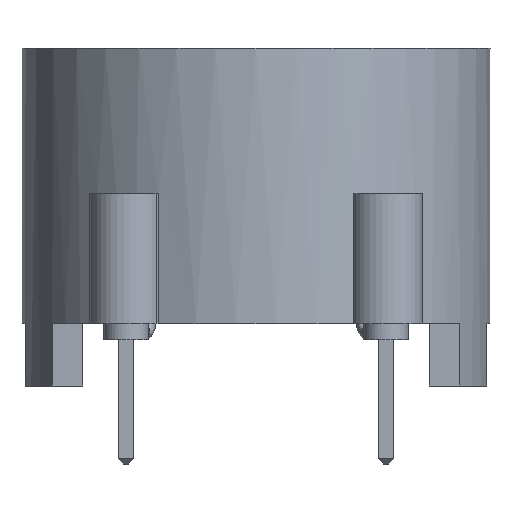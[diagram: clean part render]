
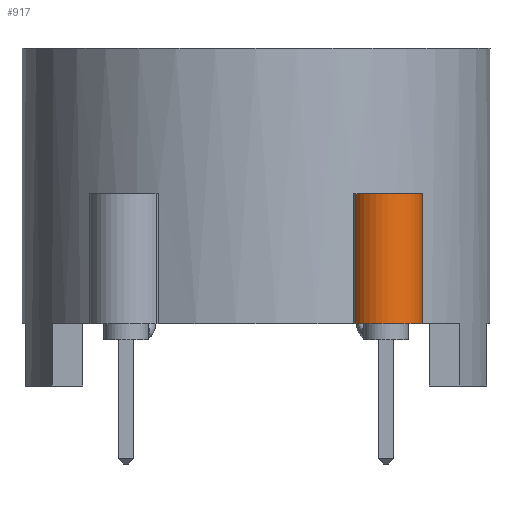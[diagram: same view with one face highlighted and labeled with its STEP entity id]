
A CAD part, left-side view. The second image highlights one B-rep face of the part: STEP entity #917.
In plain terms, the highlighted cylindrical face has radius 1.4 mm (diameter 2.8 mm), a partial arc.
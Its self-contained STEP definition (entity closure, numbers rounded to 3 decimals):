
#917 = ADVANCED_FACE( '', ( #2031 ), #2032, .T. );
#2031 = FACE_OUTER_BOUND( '', #7163, .T. );
#2032 = CYLINDRICAL_SURFACE( '', #7164, 1.4 );
#7163 = EDGE_LOOP( '', ( #12642, #12643, #12644, #12645 ) );
#7164 = AXIS2_PLACEMENT_3D( '', #12646, #12647, #12648 );
#12642 = ORIENTED_EDGE( '', *, *, #14965, .T. );
#12643 = ORIENTED_EDGE( '', *, *, #14283, .F. );
#12644 = ORIENTED_EDGE( '', *, *, #14613, .F. );
#12645 = ORIENTED_EDGE( '', *, *, #14966, .T. );
#12646 = CARTESIAN_POINT( '', ( -7.5, -5., -10.6 ) );
#12647 = DIRECTION( '', ( 0., 0., -1. ) );
#12648 = DIRECTION( '', ( 1., 0., 0. ) );
#14283 = EDGE_CURVE( '', #15444, #15439, #15446, .T. );
#14613 = EDGE_CURVE( '', #16002, #15444, #16004, .T. );
#14965 = EDGE_CURVE( '', #16541, #15439, #16542, .T. );
#14966 = EDGE_CURVE( '', #16002, #16541, #16543, .T. );
#15439 = VERTEX_POINT( '', #17129 );
#15444 = VERTEX_POINT( '', #17136 );
#15446 = LINE( '', #17139, #17140 );
#16002 = VERTEX_POINT( '', #17927 );
#16004 = CIRCLE( '', #17930, 1.4 );
#16541 = VERTEX_POINT( '', #18871 );
#16542 = CIRCLE( '', #18872, 1.4 );
#16543 = LINE( '', #18873, #18874 );
#17129 = CARTESIAN_POINT( '', ( -8.277, -3.835, -5.6 ) );
#17136 = CARTESIAN_POINT( '', ( -8.277, -3.835, -10.6 ) );
#17139 = CARTESIAN_POINT( '', ( -8.277, -3.835, -10.6 ) );
#17140 = VECTOR( '', #19557, 1000. );
#17927 = CARTESIAN_POINT( '', ( -6.723, -6.165, -10.6 ) );
#17930 = AXIS2_PLACEMENT_3D( '', #19915, #19916, #19917 );
#18871 = CARTESIAN_POINT( '', ( -6.723, -6.165, -5.6 ) );
#18872 = AXIS2_PLACEMENT_3D( '', #20217, #20218, #20219 );
#18873 = CARTESIAN_POINT( '', ( -6.723, -6.165, -10.6 ) );
#18874 = VECTOR( '', #20220, 1000. );
#19557 = DIRECTION( '', ( 0., 0., 1. ) );
#19915 = CARTESIAN_POINT( '', ( -7.5, -5., -10.6 ) );
#19916 = DIRECTION( '', ( 0., 0., -1. ) );
#19917 = DIRECTION( '', ( 0., 1., 0. ) );
#20217 = CARTESIAN_POINT( '', ( -7.5, -5., -5.6 ) );
#20218 = DIRECTION( '', ( 0., 0., -1. ) );
#20219 = DIRECTION( '', ( 0., 1., 0. ) );
#20220 = DIRECTION( '', ( 0., 0., 1. ) );
